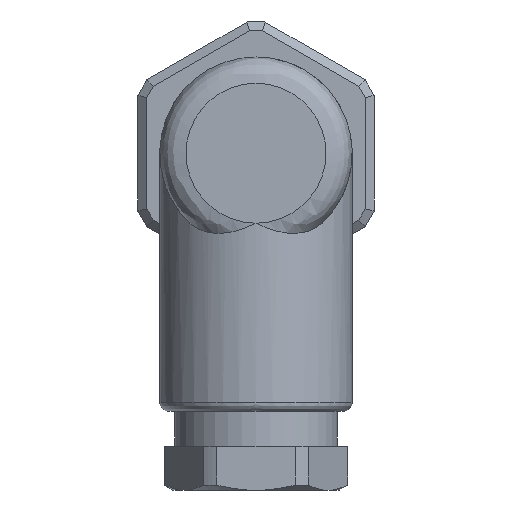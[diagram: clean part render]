
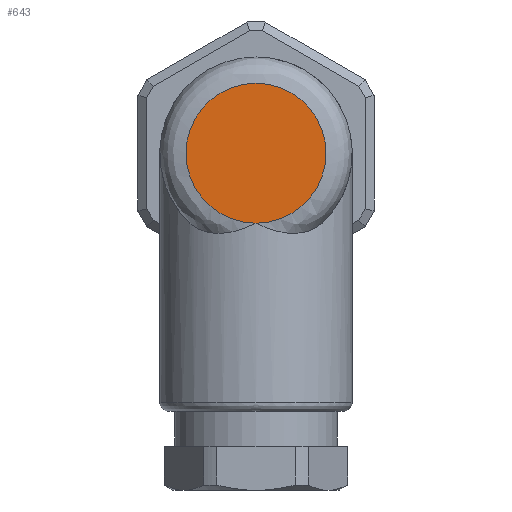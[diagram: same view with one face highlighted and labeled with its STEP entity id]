
A CAD part, front view. The second image highlights one B-rep face of the part: STEP entity #643.
In plain terms, the highlighted planar face has unit normal (0, -1, 0).
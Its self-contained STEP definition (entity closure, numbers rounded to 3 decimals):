
#207=PLANE('',#2159);
#282=FACE_OUTER_BOUND('',#924,.T.);
#643=ADVANCED_FACE('',(#282),#207,.T.);
#924=EDGE_LOOP('',(#1134,#1135));
#1134=ORIENTED_EDGE('',*,*,#1822,.F.);
#1135=ORIENTED_EDGE('',*,*,#1823,.F.);
#1632=VERTEX_POINT('',#3099);
#1633=VERTEX_POINT('',#3100);
#1822=EDGE_CURVE('',#1632,#1633,#2062,.T.);
#1823=EDGE_CURVE('',#1633,#1632,#2063,.T.);
#2062=CIRCLE('',#2157,8.);
#2063=CIRCLE('',#2158,8.);
#2157=AXIS2_PLACEMENT_3D('',#3098,#2390,#2391);
#2158=AXIS2_PLACEMENT_3D('',#3101,#2392,#2393);
#2159=AXIS2_PLACEMENT_3D('',#3102,#2394,#2395);
#2390=DIRECTION('',(0.,1.,0.));
#2391=DIRECTION('',(0.,0.,-1.));
#2392=DIRECTION('',(0.,1.,0.));
#2393=DIRECTION('',(0.,0.,1.));
#2394=DIRECTION('',(0.,-1.,0.));
#2395=DIRECTION('',(0.,0.,1.));
#3098=CARTESIAN_POINT('',(0.,-11.8,9.25));
#3099=CARTESIAN_POINT('',(0.,-11.8,1.25));
#3100=CARTESIAN_POINT('',(0.,-11.8,17.25));
#3101=CARTESIAN_POINT('',(0.,-11.8,9.25));
#3102=CARTESIAN_POINT('',(8.8,-11.8,0.45));
